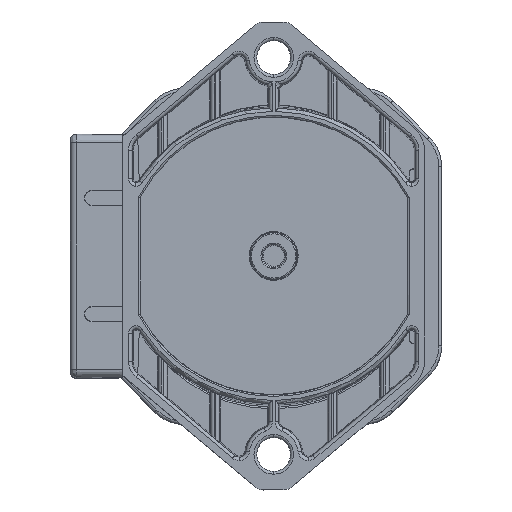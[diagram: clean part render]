
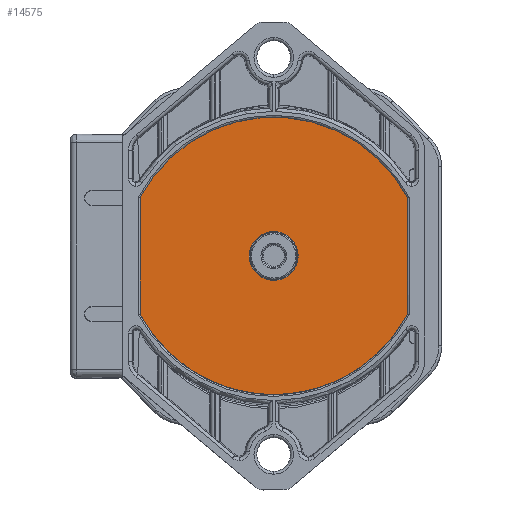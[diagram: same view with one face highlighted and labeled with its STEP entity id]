
A CAD part, top view. The second image highlights one B-rep face of the part: STEP entity #14575.
In plain terms, the highlighted planar face has unit normal (0, 0, -1).
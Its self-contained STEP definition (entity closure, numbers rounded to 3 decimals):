
#8007=DIRECTION('',(0.,-1.,0.));
#8008=VECTOR('',#8007,20.);
#8009=CARTESIAN_POINT('',(-23.,10.,44.7));
#8010=LINE('',#8009,#8008);
#8011=CARTESIAN_POINT('',(0.,2.124,44.7));
#8012=DIRECTION('',(0.,0.,1.));
#8013=DIRECTION('',(-0.885,-0.466,0.));
#8014=AXIS2_PLACEMENT_3D('',#8011,#8012,#8013);
#8016=DIRECTION('',(0.,1.,0.));
#8017=VECTOR('',#8016,20.);
#8018=CARTESIAN_POINT('',(23.,-10.,44.7));
#8019=LINE('',#8018,#8017);
#8020=CARTESIAN_POINT('',(0.,-2.124,44.7));
#8021=DIRECTION('',(0.,0.,1.));
#8022=DIRECTION('',(0.885,0.466,0.));
#8023=AXIS2_PLACEMENT_3D('',#8020,#8021,#8022);
#8025=CARTESIAN_POINT('',(0.,0.,44.7));
#8026=DIRECTION('',(0.,0.,-1.));
#8027=DIRECTION('',(0.,-1.,0.));
#8028=AXIS2_PLACEMENT_3D('',#8025,#8026,#8027);
#8030=CARTESIAN_POINT('',(0.,0.,44.7));
#8031=DIRECTION('',(0.,0.,-1.));
#8032=DIRECTION('',(0.,1.,0.));
#8033=AXIS2_PLACEMENT_3D('',#8030,#8031,#8032);
#8531=CARTESIAN_POINT('',(23.,10.,44.7));
#8532=VERTEX_POINT('',#8531);
#8533=CARTESIAN_POINT('',(-23.,10.,44.7));
#8535=VERTEX_POINT('',#8533);
#8537=CARTESIAN_POINT('',(-23.,-10.,44.7));
#8538=VERTEX_POINT('',#8537);
#8539=CARTESIAN_POINT('',(23.,-10.,44.7));
#8540=VERTEX_POINT('',#8539);
#9063=CARTESIAN_POINT('',(0.,-4.2,44.7));
#9064=VERTEX_POINT('',#9063);
#9065=CARTESIAN_POINT('',(0.,4.2,44.7));
#9066=VERTEX_POINT('',#9065);
#14555=CARTESIAN_POINT('',(0.,0.,44.7));
#14556=DIRECTION('',(0.,0.,1.));
#14557=DIRECTION('',(0.,-1.,0.));
#14558=AXIS2_PLACEMENT_3D('',#14555,#14556,#14557);
#14559=PLANE('',#14558);
#14561=ORIENTED_EDGE('',*,*,#14560,.T.);
#14562=ORIENTED_EDGE('',*,*,#14547,.T.);
#14564=ORIENTED_EDGE('',*,*,#14563,.T.);
#14566=ORIENTED_EDGE('',*,*,#14565,.T.);
#14567=EDGE_LOOP('',(#14561,#14562,#14564,#14566));
#14568=FACE_OUTER_BOUND('',#14567,.F.);
#14570=ORIENTED_EDGE('',*,*,#14569,.T.);
#14572=ORIENTED_EDGE('',*,*,#14571,.T.);
#14573=EDGE_LOOP('',(#14570,#14572));
#14574=FACE_BOUND('',#14573,.F.);
#14575=ADVANCED_FACE('',(#14568,#14574),#14559,.F.);
#8015=CIRCLE('',#8014,26.);
#8024=CIRCLE('',#8023,26.);
#8029=CIRCLE('',#8028,4.2);
#8034=CIRCLE('',#8033,4.2);
#14547=EDGE_CURVE('',#8538,#8540,#8015,.T.);
#14560=EDGE_CURVE('',#8535,#8538,#8010,.T.);
#14563=EDGE_CURVE('',#8540,#8532,#8019,.T.);
#14565=EDGE_CURVE('',#8532,#8535,#8024,.T.);
#14569=EDGE_CURVE('',#9064,#9066,#8029,.T.);
#14571=EDGE_CURVE('',#9066,#9064,#8034,.T.);
